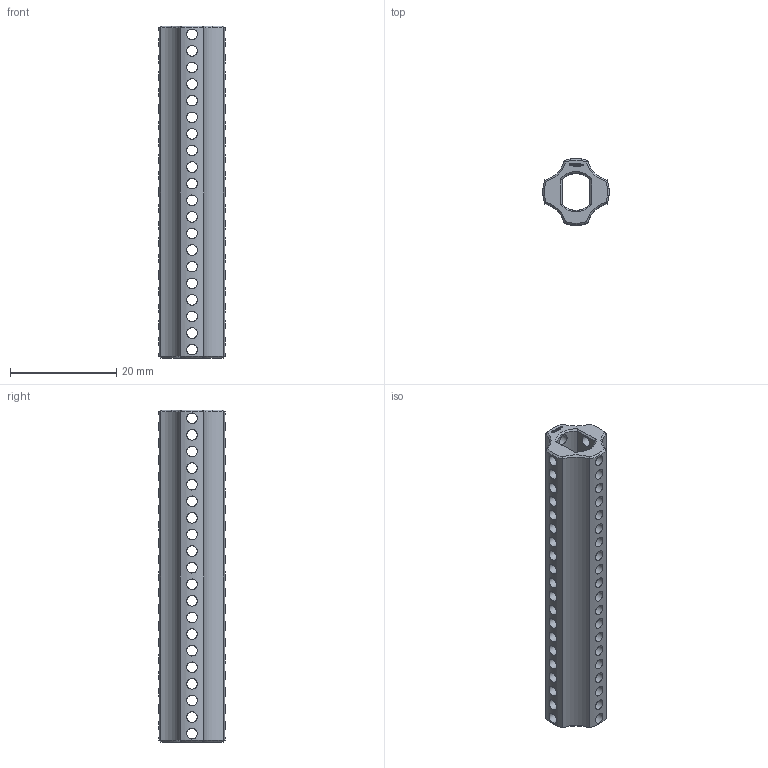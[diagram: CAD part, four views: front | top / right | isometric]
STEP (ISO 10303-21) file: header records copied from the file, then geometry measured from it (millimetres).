
FILE_DESCRIPTION(('FreeCAD Model'),'2;1');
FILE_NAME('Open CASCADE Shape Model','2024-06-16T00:05:26',(''),(''), 'Open CASCADE STEP processor 7.6','FreeCAD','Unknown');
FILE_SCHEMA(('AUTOMOTIVE_DESIGN { 1 0 10303 214 1 1 1 1 }'));
Length unit declared in the file: millimetre
Products named in the file (1): Power-Transmission Hub PLN IDX FXD BU05.00 - SPN-PTH-0020 
(stemfie.org)
Bounding box: 12.5 x 12.5 x 62.5 mm (x, y, z)
Volume: 3727.3 mm3; surface area: 5020.2 mm2
Topology: 1 solids, 1 shells, 572 faces, 1630 edges, 1092 vertices
Faces by surface type: plane 310, extrusion 152, cylinder 90, cone 20
Full cylindrical faces by diameter (mm): 2 x80
Entity records: 24532 total; most frequent: CARTESIAN_POINT 10063, ORIENTED_EDGE 3260, DIRECTION 2264, EDGE_CURVE 1630, VECTOR 1214, VERTEX_POINT 1092, LINE 1062, FACE_BOUND 766
